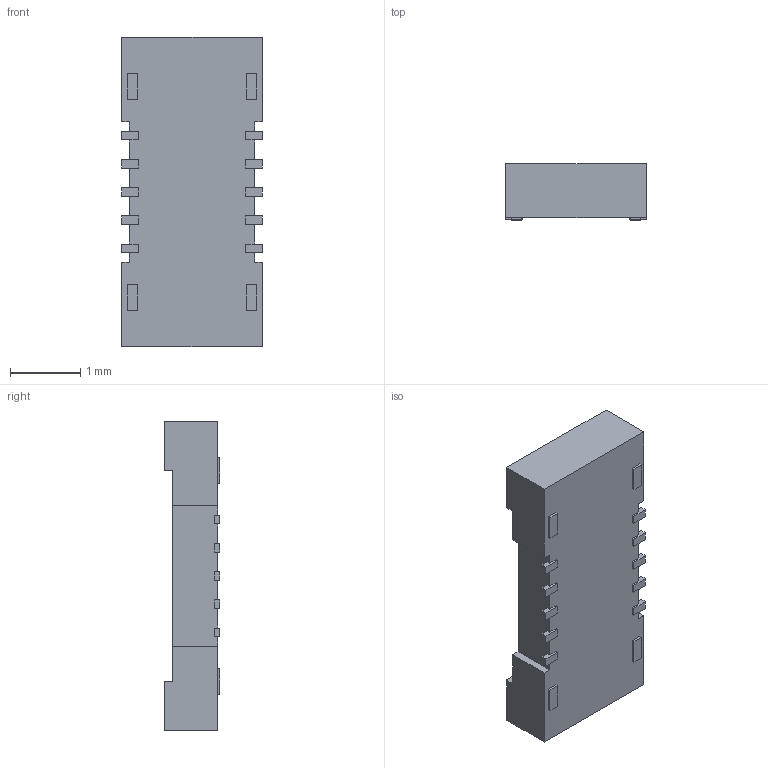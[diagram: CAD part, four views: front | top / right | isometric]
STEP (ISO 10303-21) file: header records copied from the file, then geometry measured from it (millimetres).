
FILE_DESCRIPTION (( 'STEP AP214' ), '1' );
FILE_NAME ('10極リセ.STEP', '2014-10-06T09:14:00', ( '東京技術センターＢ' ), ( '日本圧着端子製造株式会社' ), 'SwSTEP 2.0', 'SolidWorks 2009', '' );
FILE_SCHEMA (( 'AUTOMOTIVE_DESIGN' ));
Length unit declared in the file: millimetre
Products named in the file (1): 10極リセ
Bounding box: 2 x 0.79 x 4.4 mm (x, y, z)
Volume: 4 mm3; surface area: 34.5 mm2
Topology: 1 solids, 1 shells, 111 faces, 312 edges, 208 vertices
Faces by surface type: plane 111
Entity records: 4761 total; most frequent: CARTESIAN_POINT 632, ORIENTED_EDGE 624, DIRECTION 536, EDGE_CURVE 312, VECTOR 312, LINE 312, VERTEX_POINT 208, EDGE_LOOP 116
